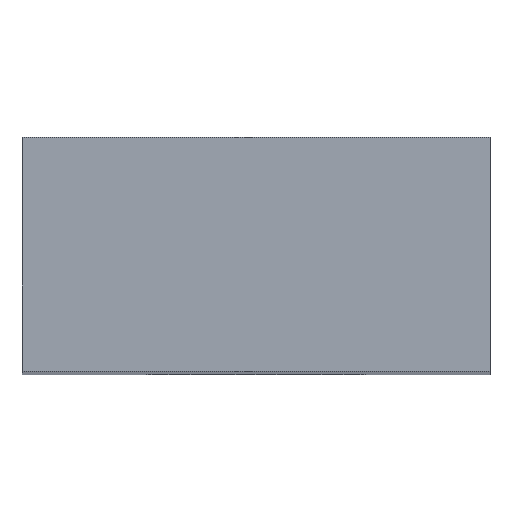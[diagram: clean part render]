
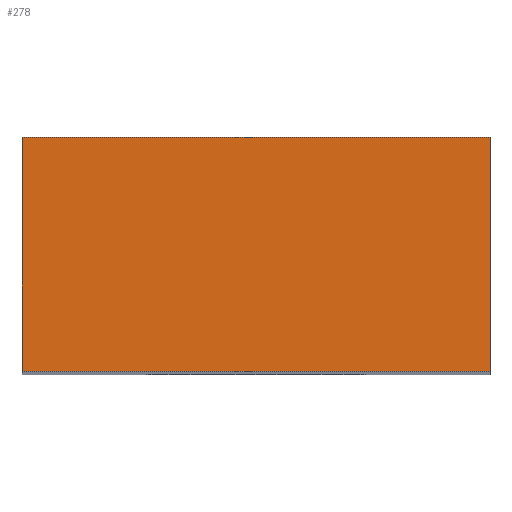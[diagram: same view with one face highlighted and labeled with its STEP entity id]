
A CAD part, top view. The second image highlights one B-rep face of the part: STEP entity #278.
In plain terms, the highlighted planar face has unit normal (0, 0, 1).
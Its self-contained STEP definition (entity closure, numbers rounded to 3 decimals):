
#5 = VECTOR ( 'NONE', #290, 1000. ) ;
#14 = CARTESIAN_POINT ( 'NONE',  ( -15., 7.5, 120. ) ) ;
#17 = VECTOR ( 'NONE', #248, 1000. ) ;
#28 = ORIENTED_EDGE ( 'NONE', *, *, #156, .T. ) ;
#33 = VECTOR ( 'NONE', #200, 1000. ) ;
#38 = VERTEX_POINT ( 'NONE', #286 ) ;
#44 = CARTESIAN_POINT ( 'NONE',  ( 0., 0., 120. ) ) ;
#53 = CARTESIAN_POINT ( 'NONE',  ( 15., -7.5, 120. ) ) ;
#61 = LINE ( 'NONE', #53, #33 ) ;
#79 = EDGE_LOOP ( 'NONE', ( #28, #310, #121, #106 ) ) ;
#86 = DIRECTION ( 'NONE',  ( 1., 0., 0. ) ) ;
#94 = VERTEX_POINT ( 'NONE', #267 ) ;
#101 = CARTESIAN_POINT ( 'NONE',  ( -15., 7.5, 120. ) ) ;
#106 = ORIENTED_EDGE ( 'NONE', *, *, #297, .T. ) ;
#110 = VERTEX_POINT ( 'NONE', #14 ) ;
#118 = PLANE ( 'NONE',  #254 ) ;
#121 = ORIENTED_EDGE ( 'NONE', *, *, #253, .T. ) ;
#122 = DIRECTION ( 'NONE',  ( 0., 0., -1. ) ) ;
#156 = EDGE_CURVE ( 'NONE', #94, #38, #61, .T. ) ;
#166 = VERTEX_POINT ( 'NONE', #289 ) ;
#200 = DIRECTION ( 'NONE',  ( 0., 1., 0. ) ) ;
#203 = LINE ( 'NONE', #101, #5 ) ;
#205 = CARTESIAN_POINT ( 'NONE',  ( -15., -7.5, 120. ) ) ;
#218 = VECTOR ( 'NONE', #86, 1000. ) ;
#225 = DIRECTION ( 'NONE',  ( -1., 0., 0. ) ) ;
#227 = LINE ( 'NONE', #205, #218 ) ;
#248 = DIRECTION ( 'NONE',  ( 0., -1., 0. ) ) ;
#253 = EDGE_CURVE ( 'NONE', #110, #166, #265, .T. ) ;
#254 = AXIS2_PLACEMENT_3D ( 'NONE', #44, #122, #225 ) ;
#265 = LINE ( 'NONE', #294, #17 ) ;
#267 = CARTESIAN_POINT ( 'NONE',  ( 15., -7.5, 120. ) ) ;
#272 = EDGE_CURVE ( 'NONE', #38, #110, #203, .T. ) ;
#278 = ADVANCED_FACE ( 'NONE', ( #284 ), #118, .F. ) ;
#284 = FACE_OUTER_BOUND ( 'NONE', #79, .T. ) ;
#286 = CARTESIAN_POINT ( 'NONE',  ( 15., 7.5, 120. ) ) ;
#289 = CARTESIAN_POINT ( 'NONE',  ( -15., -7.5, 120. ) ) ;
#290 = DIRECTION ( 'NONE',  ( -1., 0., 0. ) ) ;
#294 = CARTESIAN_POINT ( 'NONE',  ( -15., -7.5, 120. ) ) ;
#297 = EDGE_CURVE ( 'NONE', #166, #94, #227, .T. ) ;
#310 = ORIENTED_EDGE ( 'NONE', *, *, #272, .T. ) ;
